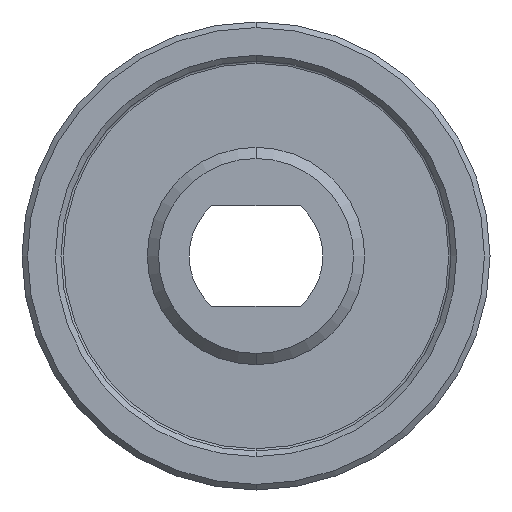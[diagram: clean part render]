
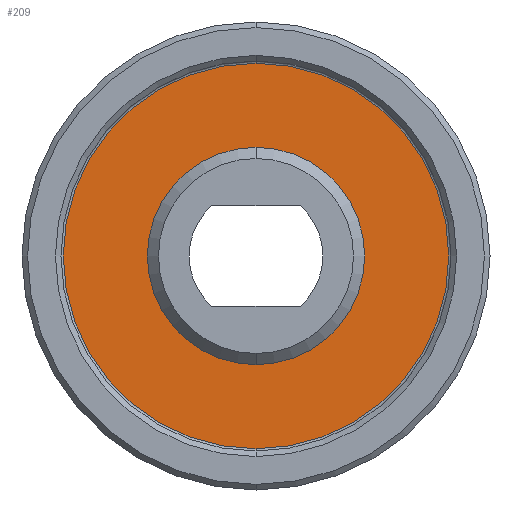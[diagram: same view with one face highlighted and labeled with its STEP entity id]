
A CAD part, front view. The second image highlights one B-rep face of the part: STEP entity #209.
In plain terms, the highlighted planar face has unit normal (0, -1, 0).
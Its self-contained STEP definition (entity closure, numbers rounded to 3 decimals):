
#2 = VERTEX_POINT ( 'NONE', #614 ) ;
#21 = VERTEX_POINT ( 'NONE', #616 ) ;
#31 = VERTEX_POINT ( 'NONE', #623 ) ;
#34 = VERTEX_POINT ( 'NONE', #620 ) ;
#42 = ORIENTED_EDGE ( 'NONE', *, *, #518, .F. ) ;
#68 = ORIENTED_EDGE ( 'NONE', *, *, #531, .T. ) ;
#82 = ORIENTED_EDGE ( 'NONE', *, *, #533, .T. ) ;
#119 = AXIS2_PLACEMENT_3D ( 'NONE', #610, #612, #613 ) ;
#209 = ADVANCED_FACE ( 'NONE', ( #327, #363 ), #692, .F. ) ;
#243 = EDGE_LOOP ( 'NONE', ( #68, #82 ) ) ;
#260 = ORIENTED_EDGE ( 'NONE', *, *, #514, .F. ) ;
#327 = FACE_OUTER_BOUND ( 'NONE', #243, .T. ) ;
#355 = EDGE_LOOP ( 'NONE', ( #42, #260 ) ) ;
#363 = FACE_BOUND ( 'NONE', #355, .T. ) ;
#389 = CIRCLE ( 'NONE', #559, 9.75 ) ;
#396 = CIRCLE ( 'NONE', #595, 17.3 ) ;
#424 = CIRCLE ( 'NONE', #574, 9.75 ) ;
#441 = CIRCLE ( 'NONE', #119, 17.3 ) ;
#514 = EDGE_CURVE ( 'NONE', #2, #21, #424, .T. ) ;
#518 = EDGE_CURVE ( 'NONE', #21, #2, #389, .T. ) ;
#531 = EDGE_CURVE ( 'NONE', #31, #34, #396, .T. ) ;
#533 = EDGE_CURVE ( 'NONE', #34, #31, #441, .T. ) ;
#559 = AXIS2_PLACEMENT_3D ( 'NONE', #800, #801, #802 ) ;
#572 = AXIS2_PLACEMENT_3D ( 'NONE', #690, #663, #651 ) ;
#574 = AXIS2_PLACEMENT_3D ( 'NONE', #786, #792, #815 ) ;
#595 = AXIS2_PLACEMENT_3D ( 'NONE', #821, #823, #825 ) ;
#610 = CARTESIAN_POINT ( 'NONE',  ( 0., 7.5, 0. ) ) ;
#612 = DIRECTION ( 'NONE',  ( 0., -1., 0. ) ) ;
#613 = DIRECTION ( 'NONE',  ( 0., 0., 1. ) ) ;
#614 = CARTESIAN_POINT ( 'NONE',  ( 0., 7.5, -9.75 ) ) ;
#616 = CARTESIAN_POINT ( 'NONE',  ( 0., 7.5, 9.75 ) ) ;
#620 = CARTESIAN_POINT ( 'NONE',  ( 0., 7.5, -17.3 ) ) ;
#623 = CARTESIAN_POINT ( 'NONE',  ( 0., 7.5, 17.3 ) ) ;
#651 = DIRECTION ( 'NONE',  ( 0., 0., 1. ) ) ;
#663 = DIRECTION ( 'NONE',  ( 0., 1., 0. ) ) ;
#690 = CARTESIAN_POINT ( 'NONE',  ( -9.75, 7.5, 0. ) ) ;
#692 = PLANE ( 'NONE',  #572 ) ;
#786 = CARTESIAN_POINT ( 'NONE',  ( 0., 7.5, 0. ) ) ;
#792 = DIRECTION ( 'NONE',  ( 0., -1., 0. ) ) ;
#800 = CARTESIAN_POINT ( 'NONE',  ( 0., 7.5, 0. ) ) ;
#801 = DIRECTION ( 'NONE',  ( 0., -1., 0. ) ) ;
#802 = DIRECTION ( 'NONE',  ( 0., 0., -1. ) ) ;
#815 = DIRECTION ( 'NONE',  ( 0., 0., -1. ) ) ;
#821 = CARTESIAN_POINT ( 'NONE',  ( 0., 7.5, 0. ) ) ;
#823 = DIRECTION ( 'NONE',  ( 0., -1., 0. ) ) ;
#825 = DIRECTION ( 'NONE',  ( 0., 0., 1. ) ) ;
